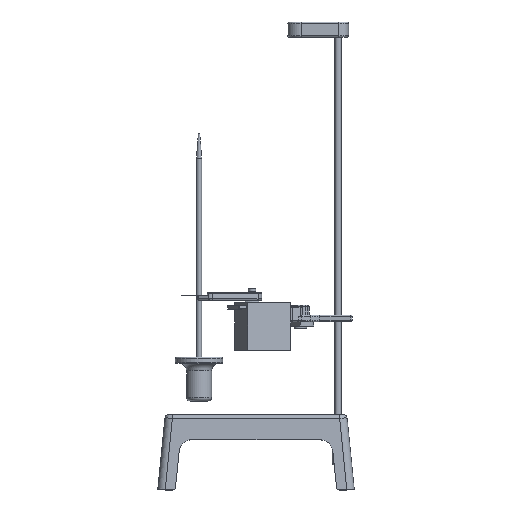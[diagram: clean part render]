
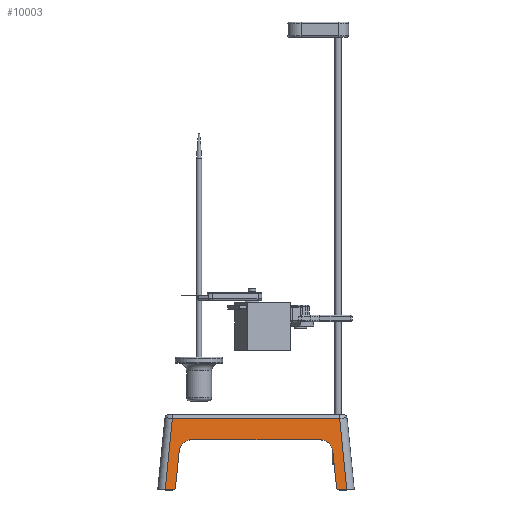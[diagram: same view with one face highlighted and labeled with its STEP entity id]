
A CAD part, top view. The second image highlights one B-rep face of the part: STEP entity #10003.
In plain terms, the highlighted face is planar.
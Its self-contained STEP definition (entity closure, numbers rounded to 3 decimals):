
#134=ELLIPSE('',#11238,2.01,2.);
#135=ELLIPSE('',#11239,10.05,10.);
#136=ELLIPSE('',#11240,10.05,10.);
#137=ELLIPSE('',#11241,2.01,2.);
#619=PLANE('',#11237);
#1414=FACE_OUTER_BOUND('',#2070,.T.);
#2070=EDGE_LOOP('',(#9077,#9078,#9079,#9080,#9081,#9082,#9083,#9084,#9085,
#9086,#9087,#9088));
#2866=LINE('',#17806,#3667);
#2869=LINE('',#17916,#3670);
#2871=LINE('',#17922,#3672);
#2872=LINE('',#17924,#3673);
#2873=LINE('',#17928,#3674);
#2874=LINE('',#17932,#3675);
#2875=LINE('',#17936,#3676);
#2876=LINE('',#17939,#3677);
#3667=VECTOR('',#14208,10.);
#3670=VECTOR('',#14233,10.);
#3672=VECTOR('',#14239,10.);
#3673=VECTOR('',#14240,10.);
#3674=VECTOR('',#14243,10.);
#3675=VECTOR('',#14246,10.);
#3676=VECTOR('',#14249,10.);
#3677=VECTOR('',#14252,10.);
#5068=VERTEX_POINT('',#17798);
#5070=VERTEX_POINT('',#17804);
#5076=VERTEX_POINT('',#17915);
#5078=VERTEX_POINT('',#17921);
#5079=VERTEX_POINT('',#17923);
#5080=VERTEX_POINT('',#17925);
#5081=VERTEX_POINT('',#17927);
#5082=VERTEX_POINT('',#17929);
#5083=VERTEX_POINT('',#17931);
#5084=VERTEX_POINT('',#17933);
#5085=VERTEX_POINT('',#17935);
#5086=VERTEX_POINT('',#17937);
#6425=EDGE_CURVE('',#5070,#5068,#2866,.T.);
#6436=EDGE_CURVE('',#5068,#5076,#2869,.T.);
#6439=EDGE_CURVE('',#5078,#5070,#2871,.T.);
#6440=EDGE_CURVE('',#5079,#5078,#2872,.T.);
#6441=EDGE_CURVE('',#5080,#5079,#134,.T.);
#6442=EDGE_CURVE('',#5080,#5081,#2873,.T.);
#6443=EDGE_CURVE('',#5082,#5081,#135,.T.);
#6444=EDGE_CURVE('',#5083,#5082,#2874,.T.);
#6445=EDGE_CURVE('',#5084,#5083,#136,.T.);
#6446=EDGE_CURVE('',#5084,#5085,#2875,.T.);
#6447=EDGE_CURVE('',#5086,#5085,#137,.T.);
#6448=EDGE_CURVE('',#5076,#5086,#2876,.T.);
#9077=ORIENTED_EDGE('',*,*,#6425,.F.);
#9078=ORIENTED_EDGE('',*,*,#6439,.F.);
#9079=ORIENTED_EDGE('',*,*,#6440,.F.);
#9080=ORIENTED_EDGE('',*,*,#6441,.F.);
#9081=ORIENTED_EDGE('',*,*,#6442,.T.);
#9082=ORIENTED_EDGE('',*,*,#6443,.F.);
#9083=ORIENTED_EDGE('',*,*,#6444,.F.);
#9084=ORIENTED_EDGE('',*,*,#6445,.F.);
#9085=ORIENTED_EDGE('',*,*,#6446,.T.);
#9086=ORIENTED_EDGE('',*,*,#6447,.F.);
#9087=ORIENTED_EDGE('',*,*,#6448,.F.);
#9088=ORIENTED_EDGE('',*,*,#6436,.F.);
#10003=ADVANCED_FACE('',(#1414),#619,.T.);
#11237=AXIS2_PLACEMENT_3D('',#17920,#14237,#14238);
#11238=AXIS2_PLACEMENT_3D('',#17926,#14241,#14242);
#11239=AXIS2_PLACEMENT_3D('',#17930,#14244,#14245);
#11240=AXIS2_PLACEMENT_3D('',#17934,#14247,#14248);
#11241=AXIS2_PLACEMENT_3D('',#17938,#14250,#14251);
#14208=DIRECTION('',(1.,0.,0.));
#14233=DIRECTION('',(0.099,0.99,-0.099));
#14237=DIRECTION('center_axis',(0.,-0.1,-0.995));
#14238=DIRECTION('ref_axis',(-1.,0.,0.));
#14239=DIRECTION('',(0.099,-0.99,0.099));
#14240=DIRECTION('',(-1.,0.,0.));
#14241=DIRECTION('center_axis',(0.,0.1,0.995));
#14242=DIRECTION('ref_axis',(0.,0.995,-0.1));
#14243=DIRECTION('',(0.099,-0.99,0.099));
#14244=DIRECTION('center_axis',(0.,-0.1,-0.995));
#14245=DIRECTION('ref_axis',(0.,-0.995,0.1));
#14246=DIRECTION('',(-1.,0.,0.));
#14247=DIRECTION('center_axis',(0.,-0.1,-0.995));
#14248=DIRECTION('ref_axis',(0.,-0.995,0.1));
#14249=DIRECTION('',(0.099,0.99,-0.099));
#14250=DIRECTION('center_axis',(0.,0.1,0.995));
#14251=DIRECTION('ref_axis',(0.,0.995,-0.1));
#14252=DIRECTION('',(-1.,0.,0.));
#17798=CARTESIAN_POINT('',(137.3,2.701,-52.27));
#17804=CARTESIAN_POINT('',(3.7,2.701,-52.27));
#17806=CARTESIAN_POINT('',(109.25,2.701,-52.27));
#17915=CARTESIAN_POINT('',(143.03,60.,-58.));
#17916=CARTESIAN_POINT('',(136.824,-2.062,-51.794));
#17920=CARTESIAN_POINT('Origin',(143.,0.,-52.));
#17921=CARTESIAN_POINT('',(-2.03,60.,-58.));
#17922=CARTESIAN_POINT('',(4.622,-6.523,-51.348));
#17923=CARTESIAN_POINT('',(4.19,60.,-58.));
#17924=CARTESIAN_POINT('',(109.25,60.,-58.));
#17925=CARTESIAN_POINT('',(6.18,58.199,-57.82));
#17926=CARTESIAN_POINT('Origin',(4.19,58.,-57.8));
#17927=CARTESIAN_POINT('',(9.1,29.005,-54.9));
#17928=CARTESIAN_POINT('',(9.877,21.225,-54.123));
#17929=CARTESIAN_POINT('',(19.05,20.,-54.));
#17930=CARTESIAN_POINT('Origin',(19.05,30.,-55.));
#17931=CARTESIAN_POINT('',(121.95,20.,-54.));
#17932=CARTESIAN_POINT('',(145.,20.,-54.));
#17933=CARTESIAN_POINT('',(131.9,29.005,-54.9));
#17934=CARTESIAN_POINT('Origin',(121.95,30.,-55.));
#17935=CARTESIAN_POINT('',(134.82,58.199,-57.82));
#17936=CARTESIAN_POINT('',(129.804,8.039,-52.804));
#17937=CARTESIAN_POINT('',(136.81,60.,-58.));
#17938=CARTESIAN_POINT('Origin',(136.81,58.,-57.8));
#17939=CARTESIAN_POINT('',(109.25,60.,-58.));
